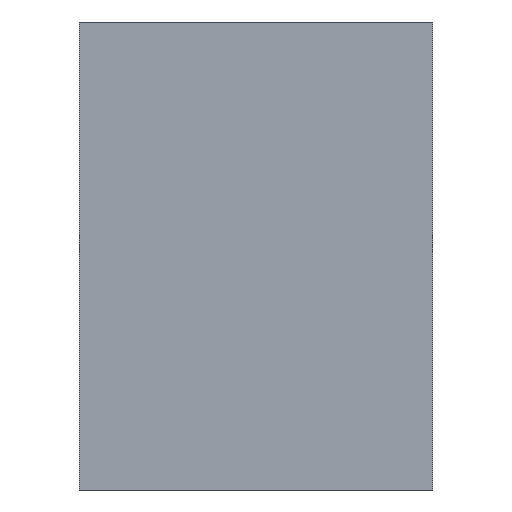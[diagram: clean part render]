
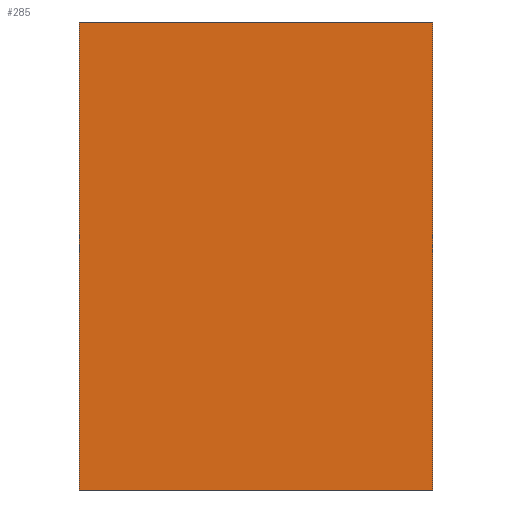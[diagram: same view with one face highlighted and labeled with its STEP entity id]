
A CAD part, front view. The second image highlights one B-rep face of the part: STEP entity #285.
In plain terms, the highlighted planar face has unit normal (0, -1, 0).
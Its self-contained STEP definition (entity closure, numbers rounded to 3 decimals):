
#21 = EDGE_CURVE('',#22,#24,#26,.T.);
#22 = VERTEX_POINT('',#23);
#23 = CARTESIAN_POINT('',(37.767,0.,0.));
#24 = VERTEX_POINT('',#25);
#25 = CARTESIAN_POINT('',(37.767,0.,100.));
#26 = LINE('',#27,#28);
#27 = CARTESIAN_POINT('',(37.767,0.,0.));
#28 = VECTOR('',#29,1.);
#29 = DIRECTION('',(0.,0.,1.));
#216 = EDGE_CURVE('',#217,#219,#221,.T.);
#217 = VERTEX_POINT('',#218);
#218 = CARTESIAN_POINT('',(-37.767,0.,0.));
#219 = VERTEX_POINT('',#220);
#220 = CARTESIAN_POINT('',(-37.767,0.,100.));
#221 = LINE('',#222,#223);
#222 = CARTESIAN_POINT('',(-37.767,0.,0.));
#223 = VECTOR('',#224,1.);
#224 = DIRECTION('',(0.,0.,1.));
#254 = EDGE_CURVE('',#22,#217,#255,.T.);
#255 = LINE('',#256,#257);
#256 = CARTESIAN_POINT('',(37.767,0.,0.));
#257 = VECTOR('',#258,1.);
#258 = DIRECTION('',(-1.,0.,0.));
#275 = EDGE_CURVE('',#24,#219,#276,.T.);
#276 = LINE('',#277,#278);
#277 = CARTESIAN_POINT('',(-29.767,0.,100.));
#278 = VECTOR('',#279,1.);
#279 = DIRECTION('',(-1.,0.,0.));
#285 = ADVANCED_FACE('',(#286),#292,.T.);
#286 = FACE_BOUND('',#287,.T.);
#287 = EDGE_LOOP('',(#288,#289,#290,#291));
#288 = ORIENTED_EDGE('',*,*,#216,.F.);
#289 = ORIENTED_EDGE('',*,*,#254,.F.);
#290 = ORIENTED_EDGE('',*,*,#21,.T.);
#291 = ORIENTED_EDGE('',*,*,#275,.T.);
#292 = PLANE('',#293);
#293 = AXIS2_PLACEMENT_3D('',#294,#295,#296);
#294 = CARTESIAN_POINT('',(0.,0.,50.));
#295 = DIRECTION('',(-0.,-1.,-0.));
#296 = DIRECTION('',(0.,0.,-1.));
